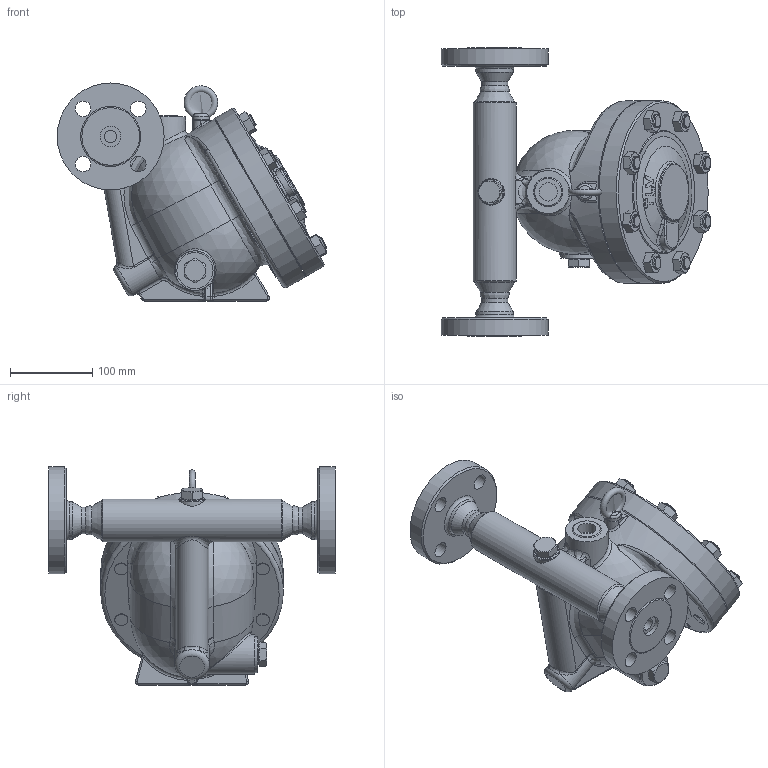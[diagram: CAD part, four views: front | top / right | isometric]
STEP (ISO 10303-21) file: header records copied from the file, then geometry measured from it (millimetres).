
FILE_DESCRIPTION((''),'2;1');
FILE_NAME('gas2n-025-jis40-00.stp','2010-10-29T16:27:37',('nakaot'),(''),'Autodesk Inventor 2008','Autodesk Inventor 2008','');
FILE_SCHEMA(('AUTOMOTIVE_DESIGN { 1 0 10303 214 1 1 1 1 }'));
Length unit declared in the file: millimetre
Products named in the file (1): gas2n-025-jis40-00
Bounding box: 327.74 x 350 x 265 mm (x, y, z)
Volume: 6192987.6 mm3; surface area: 387871.4 mm2
Topology: 2 solids, 2 shells, 488 faces, 1124 edges, 683 vertices
Faces by surface type: plane 161, bspline 123, cylinder 100, cone 83, torus 13, sphere 8
Full cylindrical faces by diameter (mm): 15 x1, 16 x22, 18 x1, 19 x4, 20 x1, 21 x1, 25 x1, 26 x1, 32 x1, 44 x1, 48 x1, 52 x2, 130 x1, 165 x1, 222 x2
Entity records: 23337 total; most frequent: CARTESIAN_POINT 13643, ORIENTED_EDGE 1976, DIRECTION 1887, EDGE_CURVE 988, AXIS2_PLACEMENT_3D 829, EDGE_LOOP 666, VERTEX_POINT 650, FACE_OUTER_BOUND 487
